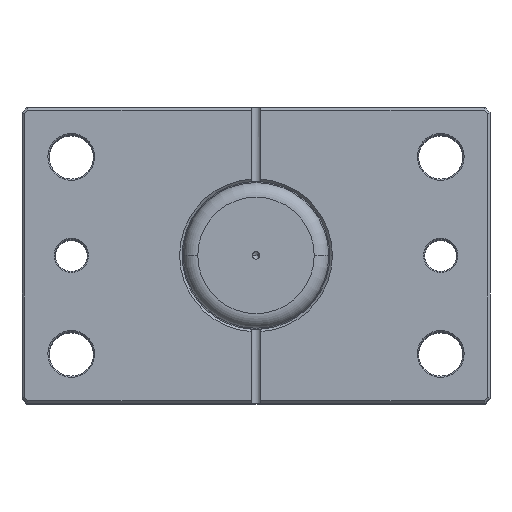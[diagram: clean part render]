
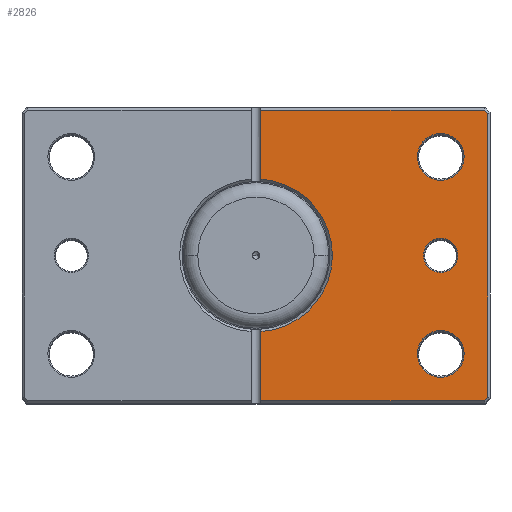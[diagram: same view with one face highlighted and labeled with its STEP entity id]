
A CAD part, top view. The second image highlights one B-rep face of the part: STEP entity #2826.
In plain terms, the highlighted face is planar.
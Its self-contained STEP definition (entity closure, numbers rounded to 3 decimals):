
#121 = CARTESIAN_POINT ( 'NONE',  ( -92.586, -59., 0. ) ) ;
#189 = CARTESIAN_POINT ( 'NONE',  ( -65.5, 40., 0. ) ) ;
#258 = ORIENTED_EDGE ( 'NONE', *, *, #557, .T. ) ;
#309 = VERTEX_POINT ( 'NONE', #3549 ) ;
#322 = DIRECTION ( 'NONE',  ( 0., 0., 1. ) ) ;
#361 = VERTEX_POINT ( 'NONE', #720 ) ;
#391 = VECTOR ( 'NONE', #2843, 1000. ) ;
#480 = DIRECTION ( 'NONE',  ( 0., 0., 1. ) ) ;
#514 = EDGE_CURVE ( 'NONE', #4850, #4160, #3145, .T. ) ;
#529 = EDGE_LOOP ( 'NONE', ( #1191, #4054 ) ) ;
#557 = EDGE_CURVE ( 'NONE', #309, #3087, #2793, .T. ) ;
#600 = EDGE_CURVE ( 'NONE', #4372, #4850, #6887, .T. ) ;
#720 = CARTESIAN_POINT ( 'NONE',  ( -94., -57.586, 0. ) ) ;
#803 = VERTEX_POINT ( 'NONE', #5769 ) ;
#917 = FACE_BOUND ( 'NONE', #529, .T. ) ;
#923 = CARTESIAN_POINT ( 'NONE',  ( 0., 0., 0. ) ) ;
#936 = ORIENTED_EDGE ( 'NONE', *, *, #3179, .T. ) ;
#938 = CARTESIAN_POINT ( 'NONE',  ( -68., 0., 0. ) ) ;
#975 = DIRECTION ( 'NONE',  ( 1., 0., 0. ) ) ;
#997 = LINE ( 'NONE', #1511, #6769 ) ;
#1047 = VERTEX_POINT ( 'NONE', #938 ) ;
#1121 = VERTEX_POINT ( 'NONE', #7113 ) ;
#1125 = CIRCLE ( 'NONE', #4577, 9.5 ) ;
#1165 = CARTESIAN_POINT ( 'NONE',  ( -84.5, -40., 0. ) ) ;
#1191 = ORIENTED_EDGE ( 'NONE', *, *, #3821, .T. ) ;
#1240 = CARTESIAN_POINT ( 'NONE',  ( 0., -59., 0. ) ) ;
#1258 = DIRECTION ( 'NONE',  ( 0., 0., 1. ) ) ;
#1259 = EDGE_CURVE ( 'NONE', #1121, #3303, #1371, .T. ) ;
#1371 = LINE ( 'NONE', #1416, #6961 ) ;
#1416 = CARTESIAN_POINT ( 'NONE',  ( -75.793, 75.793, 0. ) ) ;
#1484 = ORIENTED_EDGE ( 'NONE', *, *, #3810, .T. ) ;
#1492 = DIRECTION ( 'NONE',  ( 1., 0., 0. ) ) ;
#1511 = CARTESIAN_POINT ( 'NONE',  ( -75.793, -75.793, 0. ) ) ;
#1532 = CIRCLE ( 'NONE', #6545, 9.5 ) ;
#1646 = VECTOR ( 'NONE', #2685, 1000. ) ;
#1784 = CARTESIAN_POINT ( 'NONE',  ( -65.5, -40., 0. ) ) ;
#1879 = EDGE_CURVE ( 'NONE', #361, #1121, #1907, .T. ) ;
#1907 = LINE ( 'NONE', #4132, #4713 ) ;
#1926 = ORIENTED_EDGE ( 'NONE', *, *, #6245, .T. ) ;
#2001 = ORIENTED_EDGE ( 'NONE', *, *, #514, .T. ) ;
#2047 = CARTESIAN_POINT ( 'NONE',  ( -75., 40., 0. ) ) ;
#2116 = CARTESIAN_POINT ( 'NONE',  ( -2., 60., 0. ) ) ;
#2136 = DIRECTION ( 'NONE',  ( 0., -1., 0. ) ) ;
#2174 = VERTEX_POINT ( 'NONE', #7024 ) ;
#2324 = CARTESIAN_POINT ( 'NONE',  ( -2., -59., 0. ) ) ;
#2352 = ORIENTED_EDGE ( 'NONE', *, *, #3469, .T. ) ;
#2414 = CARTESIAN_POINT ( 'NONE',  ( -2., 59., 0. ) ) ;
#2431 = CARTESIAN_POINT ( 'NONE',  ( -75., 0., 0. ) ) ;
#2586 = CARTESIAN_POINT ( 'NONE',  ( -75., -40., 0. ) ) ;
#2622 = DIRECTION ( 'NONE',  ( 1., 0., 0. ) ) ;
#2685 = DIRECTION ( 'NONE',  ( 0., -1., 0. ) ) ;
#2793 = LINE ( 'NONE', #5516, #1646 ) ;
#2826 = ADVANCED_FACE ( 'NONE', ( #3920, #917, #5741, #7034 ), #4340, .F. ) ;
#2843 = DIRECTION ( 'NONE',  ( 1., 0., 0. ) ) ;
#2926 = AXIS2_PLACEMENT_3D ( 'NONE', #4628, #1258, #5185 ) ;
#2979 = ORIENTED_EDGE ( 'NONE', *, *, #4639, .T. ) ;
#2988 = DIRECTION ( 'NONE',  ( 1., 0., 0. ) ) ;
#3013 = EDGE_CURVE ( 'NONE', #3303, #4372, #3998, .T. ) ;
#3087 = VERTEX_POINT ( 'NONE', #2324 ) ;
#3145 = CIRCLE ( 'NONE', #6114, 31. ) ;
#3147 = DIRECTION ( 'NONE',  ( 1., 0., 0. ) ) ;
#3150 = ORIENTED_EDGE ( 'NONE', *, *, #600, .T. ) ;
#3179 = EDGE_CURVE ( 'NONE', #1047, #803, #4597, .T. ) ;
#3227 = CIRCLE ( 'NONE', #5507, 9.5 ) ;
#3303 = VERTEX_POINT ( 'NONE', #6913 ) ;
#3469 = EDGE_CURVE ( 'NONE', #4160, #309, #5332, .T. ) ;
#3549 = CARTESIAN_POINT ( 'NONE',  ( -2., -30.935, 0. ) ) ;
#3590 = CIRCLE ( 'NONE', #2926, 9.5 ) ;
#3708 = CARTESIAN_POINT ( 'NONE',  ( -75., 0., 0. ) ) ;
#3769 = VECTOR ( 'NONE', #6812, 1000. ) ;
#3798 = CARTESIAN_POINT ( 'NONE',  ( -31., 0., 0. ) ) ;
#3810 = EDGE_CURVE ( 'NONE', #3087, #6652, #4114, .T. ) ;
#3821 = EDGE_CURVE ( 'NONE', #4787, #7057, #3590, .T. ) ;
#3864 = CARTESIAN_POINT ( 'NONE',  ( -75., 40., 0. ) ) ;
#3920 = FACE_BOUND ( 'NONE', #4056, .T. ) ;
#3961 = EDGE_LOOP ( 'NONE', ( #1926, #2979 ) ) ;
#3998 = LINE ( 'NONE', #6161, #391 ) ;
#4054 = ORIENTED_EDGE ( 'NONE', *, *, #6761, .T. ) ;
#4056 = EDGE_LOOP ( 'NONE', ( #5845, #936 ) ) ;
#4114 = LINE ( 'NONE', #1240, #3769 ) ;
#4132 = CARTESIAN_POINT ( 'NONE',  ( -94., 0., 0. ) ) ;
#4160 = VERTEX_POINT ( 'NONE', #3798 ) ;
#4180 = DIRECTION ( 'NONE',  ( 0.707, 0.707, 0. ) ) ;
#4225 = AXIS2_PLACEMENT_3D ( 'NONE', #3708, #322, #4256 ) ;
#4256 = DIRECTION ( 'NONE',  ( 1., 0., 0. ) ) ;
#4340 = PLANE ( 'NONE',  #5198 ) ;
#4359 = ORIENTED_EDGE ( 'NONE', *, *, #3013, .T. ) ;
#4372 = VERTEX_POINT ( 'NONE', #2414 ) ;
#4412 = DIRECTION ( 'NONE',  ( 1., 0., 0. ) ) ;
#4469 = CIRCLE ( 'NONE', #4225, 7. ) ;
#4577 = AXIS2_PLACEMENT_3D ( 'NONE', #2586, #6491, #3147 ) ;
#4597 = CIRCLE ( 'NONE', #5432, 7. ) ;
#4628 = CARTESIAN_POINT ( 'NONE',  ( -75., -40., 0. ) ) ;
#4639 = EDGE_CURVE ( 'NONE', #4977, #2174, #3227, .T. ) ;
#4713 = VECTOR ( 'NONE', #6288, 1000. ) ;
#4787 = VERTEX_POINT ( 'NONE', #1165 ) ;
#4795 = ORIENTED_EDGE ( 'NONE', *, *, #1879, .T. ) ;
#4850 = VERTEX_POINT ( 'NONE', #6250 ) ;
#4852 = DIRECTION ( 'NONE',  ( 0., 0., 1. ) ) ;
#4977 = VERTEX_POINT ( 'NONE', #189 ) ;
#5095 = DIRECTION ( 'NONE',  ( 1., 0., 0. ) ) ;
#5137 = ORIENTED_EDGE ( 'NONE', *, *, #1259, .T. ) ;
#5185 = DIRECTION ( 'NONE',  ( 1., 0., 0. ) ) ;
#5198 = AXIS2_PLACEMENT_3D ( 'NONE', #7107, #6559, #975 ) ;
#5220 = DIRECTION ( 'NONE',  ( 0., 0., 1. ) ) ;
#5320 = CARTESIAN_POINT ( 'NONE',  ( 0., 0., 0. ) ) ;
#5332 = CIRCLE ( 'NONE', #6939, 31. ) ;
#5418 = VECTOR ( 'NONE', #2136, 1000. ) ;
#5432 = AXIS2_PLACEMENT_3D ( 'NONE', #2431, #6331, #2988 ) ;
#5507 = AXIS2_PLACEMENT_3D ( 'NONE', #3864, #480, #4412 ) ;
#5516 = CARTESIAN_POINT ( 'NONE',  ( -2., 60., 0. ) ) ;
#5741 = FACE_BOUND ( 'NONE', #3961, .T. ) ;
#5769 = CARTESIAN_POINT ( 'NONE',  ( -82., 0., 0. ) ) ;
#5845 = ORIENTED_EDGE ( 'NONE', *, *, #6746, .T. ) ;
#5924 = ORIENTED_EDGE ( 'NONE', *, *, #6278, .T. ) ;
#5958 = DIRECTION ( 'NONE',  ( 0., 0., 1. ) ) ;
#6114 = AXIS2_PLACEMENT_3D ( 'NONE', #5320, #5220, #5095 ) ;
#6161 = CARTESIAN_POINT ( 'NONE',  ( 0., 59., 0. ) ) ;
#6175 = EDGE_LOOP ( 'NONE', ( #3150, #2001, #2352, #258, #1484, #5924, #4795, #5137, #4359 ) ) ;
#6245 = EDGE_CURVE ( 'NONE', #2174, #4977, #1532, .T. ) ;
#6250 = CARTESIAN_POINT ( 'NONE',  ( -2., 30.935, 0. ) ) ;
#6278 = EDGE_CURVE ( 'NONE', #6652, #361, #997, .T. ) ;
#6288 = DIRECTION ( 'NONE',  ( 0., 1., 0. ) ) ;
#6331 = DIRECTION ( 'NONE',  ( 0., 0., 1. ) ) ;
#6491 = DIRECTION ( 'NONE',  ( 0., 0., 1. ) ) ;
#6545 = AXIS2_PLACEMENT_3D ( 'NONE', #2047, #5958, #2622 ) ;
#6559 = DIRECTION ( 'NONE',  ( 0., 0., 1. ) ) ;
#6652 = VERTEX_POINT ( 'NONE', #121 ) ;
#6746 = EDGE_CURVE ( 'NONE', #803, #1047, #4469, .T. ) ;
#6761 = EDGE_CURVE ( 'NONE', #7057, #4787, #1125, .T. ) ;
#6769 = VECTOR ( 'NONE', #7071, 1000. ) ;
#6812 = DIRECTION ( 'NONE',  ( -1., 0., 0. ) ) ;
#6887 = LINE ( 'NONE', #2116, #5418 ) ;
#6913 = CARTESIAN_POINT ( 'NONE',  ( -92.586, 59., 0. ) ) ;
#6939 = AXIS2_PLACEMENT_3D ( 'NONE', #923, #4852, #1492 ) ;
#6961 = VECTOR ( 'NONE', #4180, 1000. ) ;
#7024 = CARTESIAN_POINT ( 'NONE',  ( -84.5, 40., 0. ) ) ;
#7034 = FACE_OUTER_BOUND ( 'NONE', #6175, .T. ) ;
#7057 = VERTEX_POINT ( 'NONE', #1784 ) ;
#7071 = DIRECTION ( 'NONE',  ( -0.707, 0.707, 0. ) ) ;
#7107 = CARTESIAN_POINT ( 'NONE',  ( 0., 0., 0. ) ) ;
#7113 = CARTESIAN_POINT ( 'NONE',  ( -94., 57.586, 0. ) ) ;
